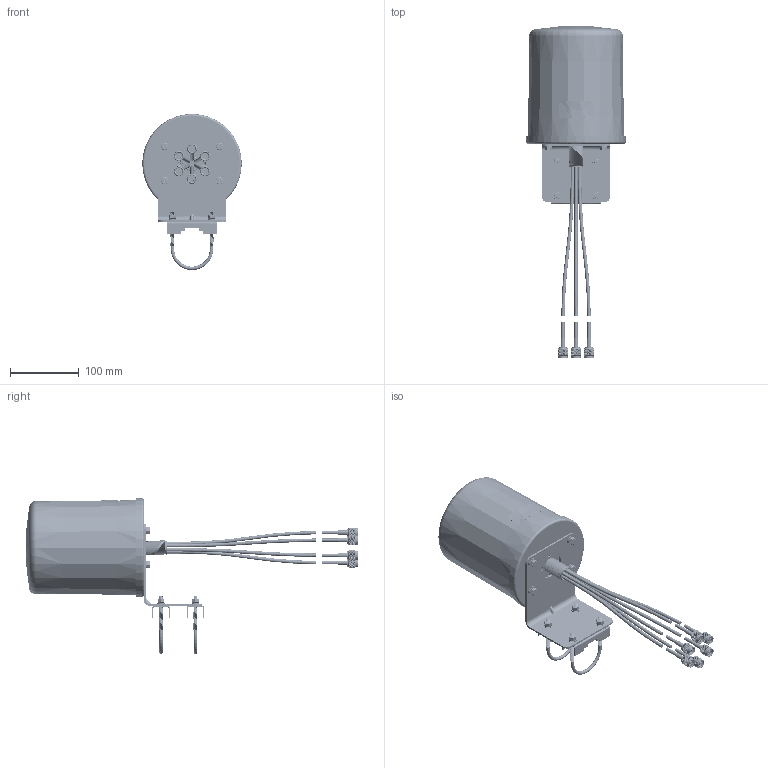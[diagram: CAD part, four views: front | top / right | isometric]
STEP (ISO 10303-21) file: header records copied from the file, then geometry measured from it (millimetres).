
FILE_DESCRIPTION (( 'STEP AP214' ), '1' );
FILE_NAME ('FMANOM1169_3D.step', '2024-03-05T16:49:12', ( '' ), ( '' ), 'SwSTEP 2.0', 'SolidWorks 2022', '' );
FILE_SCHEMA (( 'AUTOMOTIVE_DESIGN' ));
Length unit declared in the file: inch
Products named in the file (16): HM6X20^PEANOM1166_FMANOM1169; KM3X10^PEANOM1166_FMANOM1169; TANJIE_6^PEANOM1166_FMANOM1169; JM_TA_02^PEANOM1166_FMANOM1169; WXFFG06A_03^PEANOM1166_FMANOM1169; DIANLAN122^PEANOM1166_FMANOM1169; FMANOM1169_3D; ZHIJIA^PEANOM1166_FMANOM1169; CB401W5G_04B^PEANOM1166_FMANOM1169; Part54^FMANOM1169; LUOMU_M6^PEANOM1166_FMANOM1169; PEANOM1166^FMANOM1169; DIANPIAN_6X13X1^PEANOM1166_FMANOM1169; CB401W5G_03^PEANOM1166_FMANOM1169; JM_TA_03^PEANOM1166_FMANOM1169; PE4664-LV_Assembled
Assembly tree (45 placements, depth 3):
  FMANOM1169_3D
    PEANOM1166^FMANOM1169
      CB401W5G_03^PEANOM1166_FMANOM1169
      CB401W5G_04B^PEANOM1166_FMANOM1169
      WXFFG06A_03^PEANOM1166_FMANOM1169
      KM3X10^PEANOM1166_FMANOM1169  x4
      ZHIJIA^PEANOM1166_FMANOM1169
      JM_TA_02^PEANOM1166_FMANOM1169  x2
      JM_TA_03^PEANOM1166_FMANOM1169  x2
      DIANPIAN_6X13X1^PEANOM1166_FMANOM1169  x8
      TANJIE_6^PEANOM1166_FMANOM1169  x8
      LUOMU_M6^PEANOM1166_FMANOM1169  x4
      HM6X20^PEANOM1166_FMANOM1169  x4
      DIANLAN122^PEANOM1166_FMANOM1169
    PE4664-LV_Assembled  x6
    Part54^FMANOM1169
Bounding box: 145 x 483.39 x 227.5 mm (x, y, z)
Volume: 369521.7 mm3; surface area: 361507.8 mm2
Topology: 55 solids, 55 shells, 17253 faces, 38135 edges, 21079 vertices
Faces by surface type: bspline 12355, cylinder 3725, plane 805, cone 310, torus 54, sphere 4
Entity records: 182454 total; most frequent: CARTESIAN_POINT 124053, ORIENTED_EDGE 16798, EDGE_CURVE 8399, DIRECTION 5787, VERTEX_POINT 4912, EDGE_LOOP 3675, ADVANCED_FACE 3578, FACE_OUTER_BOUND 3578
